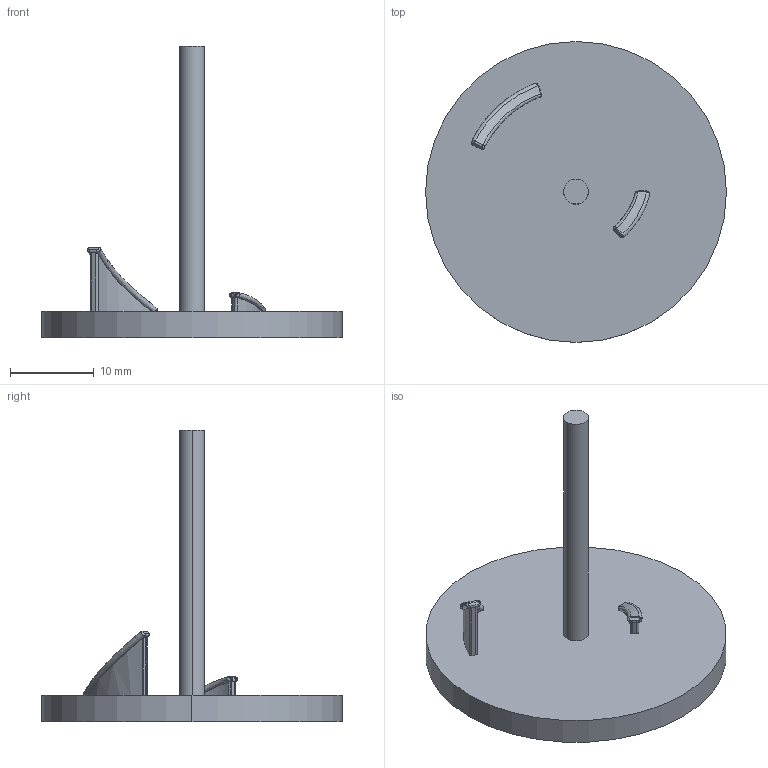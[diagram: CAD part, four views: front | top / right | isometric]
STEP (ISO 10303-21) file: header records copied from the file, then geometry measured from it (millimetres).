
FILE_DESCRIPTION (( 'STEP AP214' ), '1' );
FILE_NAME ('derailleur-wide-7_5mm.STEP', '2025-10-26T15:58:25', ( '' ), ( '' ), 'SwSTEP 2.0', 'SolidWorks 2025', '' );
FILE_SCHEMA (( 'AUTOMOTIVE_DESIGN' ));
Length unit declared in the file: millimetre
Products named in the file (1): derailleur-wide-7_5mm
Bounding box: 36 x 36 x 34.92 mm (x, y, z)
Volume: 3511 mm3; surface area: 2821.1 mm2
Topology: 1 solids, 1 shells, 53 faces, 128 edges, 80 vertices
Faces by surface type: bspline 32, plane 11, cylinder 10
Entity records: 2369 total; most frequent: CARTESIAN_POINT 1357, ORIENTED_EDGE 256, EDGE_CURVE 128, DIRECTION 124, VERTEX_POINT 80, B_SPLINE_CURVE_WITH_KNOTS 77, EDGE_LOOP 56, ADVANCED_FACE 53
